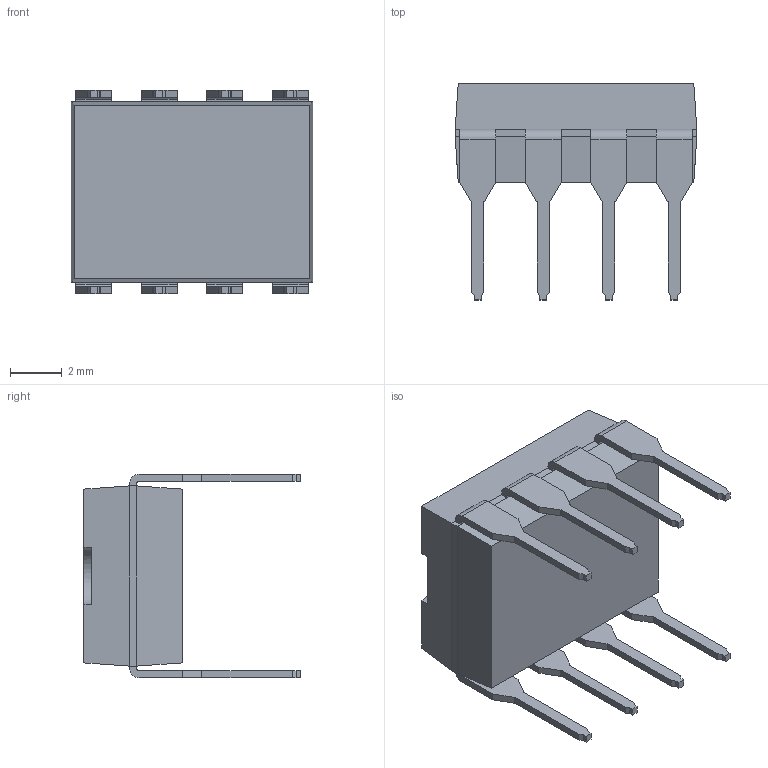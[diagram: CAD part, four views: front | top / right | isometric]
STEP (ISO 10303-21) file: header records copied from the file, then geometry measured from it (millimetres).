
FILE_DESCRIPTION (( 'STEP AP214' ), '1' );
FILE_NAME ('DS1307.STEP', '2020-03-31T01:07:18', ( '' ), ( '' ), 'SwSTEP 2.0', 'SolidWorks 2017', '' );
FILE_SCHEMA (( 'AUTOMOTIVE_DESIGN' ));
Length unit declared in the file: millimetre
Products named in the file (1): DS1307
Bounding box: 9.38 x 8.38 x 7.9 mm (x, y, z)
Volume: 254.3 mm3; surface area: 369.4 mm2
Topology: 10 solids, 10 shells, 183 faces, 478 edges, 316 vertices
Faces by surface type: plane 162, cylinder 21
Entity records: 5645 total; most frequent: CARTESIAN_POINT 984, ORIENTED_EDGE 956, DIRECTION 886, EDGE_CURVE 478, LINE 434, VECTOR 434, VERTEX_POINT 316, AXIS2_PLACEMENT_3D 226
